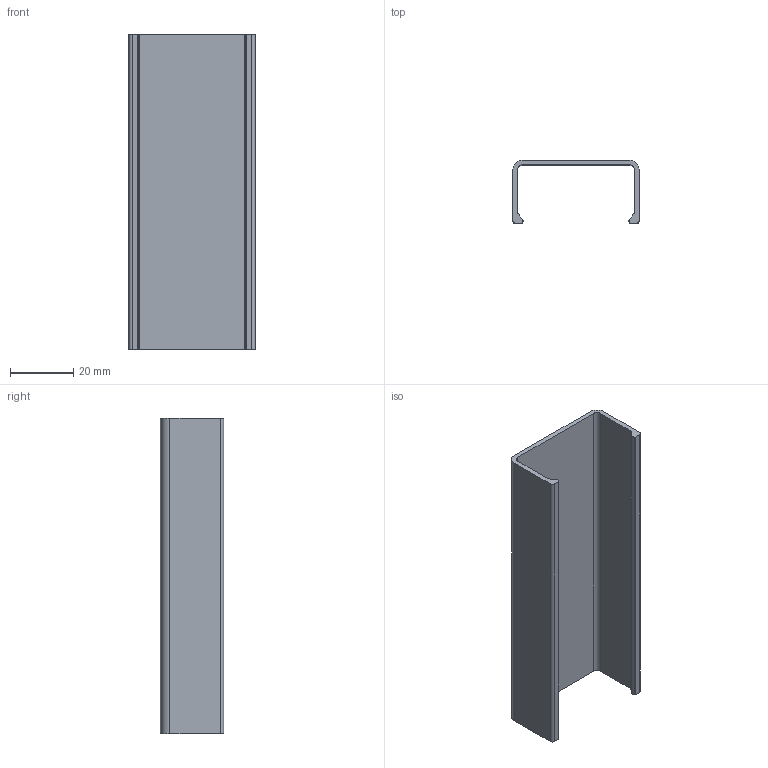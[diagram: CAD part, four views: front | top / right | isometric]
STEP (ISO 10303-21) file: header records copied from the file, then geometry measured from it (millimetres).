
FILE_DESCRIPTION(('Creo Elements/Direct Modeling STEP Export'),'2;1');
FILE_NAME('44.0013_Kabelkanalprofil-MMS-44_20x40mm.stp','2022-03-21T 8:55:55',(''),(''),'PTC Creo Elements/Direct Modeling STEP processor for AP214 (Solid Model)','PTC Creo Elements/Direct Modeling 19.0C 15-Aug-2015 (C) Parametric Technology GmbH','');
FILE_SCHEMA(('AUTOMOTIVE_DESIGN { 1 0 10303 214 1 1 1 1 }'));
Length unit declared in the file: millimetre
Products named in the file (2): Kabelkanalprofil-MMS-44_20x40mm_44.0013_PX171798
Assembly tree (1 placements, depth 2):
  Kabelkanalprofil-MMS-44_20x40mm_44.0013_PX171798
    Kabelkanalprofil-MMS-44_20x40mm_44.0013_PX171798
Bounding box: 40 x 20 x 100 mm (x, y, z)
Volume: 11950.7 mm3; surface area: 15865.6 mm2
Topology: 1 solids, 1 shells, 24 faces, 66 edges, 44 vertices
Faces by surface type: plane 14, cylinder 10
Entity records: 802 total; most frequent: DIRECTION 134, CARTESIAN_POINT 133, ORIENTED_EDGE 132, EDGE_CURVE 66, AXIS2_PLACEMENT_3D 45, VERTEX_POINT 44, VECTOR 44, LINE 44
